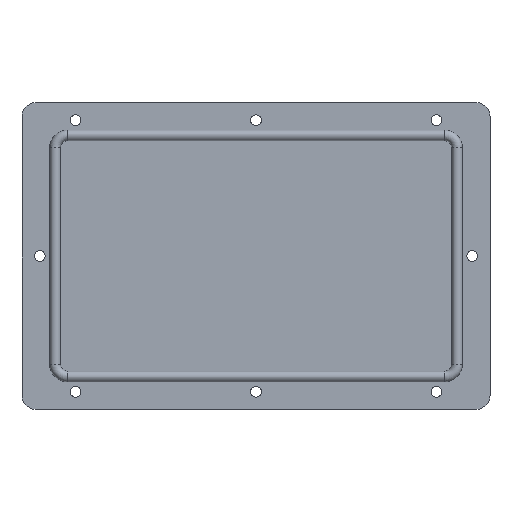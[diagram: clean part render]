
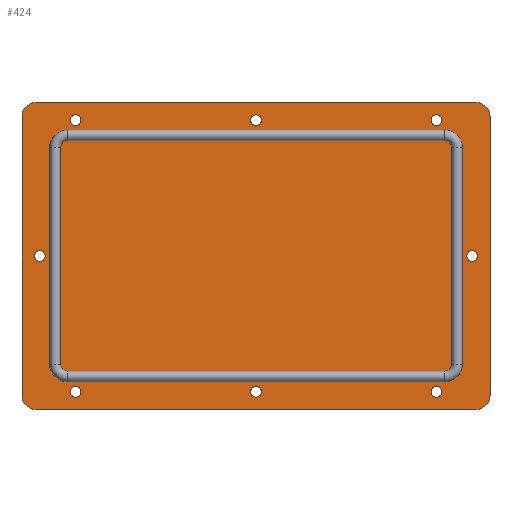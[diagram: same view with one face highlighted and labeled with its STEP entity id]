
A CAD part, top view. The second image highlights one B-rep face of the part: STEP entity #424.
In plain terms, the highlighted planar face has unit normal (0, 0, 1).
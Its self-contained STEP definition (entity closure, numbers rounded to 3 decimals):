
#230=FACE_BOUND('',#512,.T.);
#231=FACE_BOUND('',#513,.T.);
#232=FACE_BOUND('',#514,.T.);
#233=FACE_BOUND('',#515,.T.);
#234=FACE_BOUND('',#516,.T.);
#235=FACE_BOUND('',#517,.T.);
#236=FACE_BOUND('',#518,.T.);
#237=FACE_BOUND('',#519,.T.);
#238=FACE_BOUND('',#520,.T.);
#269=PLANE('',#1020);
#328=LINE('',#1384,#376);
#332=LINE('',#1396,#380);
#336=LINE('',#1408,#384);
#340=LINE('',#1420,#388);
#376=VECTOR('',#1169,1.);
#380=VECTOR('',#1181,1.);
#384=VECTOR('',#1193,1.);
#388=VECTOR('',#1205,1.);
#424=ADVANCED_FACE('',(#230,#231,#232,#233,#234,#235,#236,#237,#238),#269,
 .F.);
#512=EDGE_LOOP('',(#697));
#513=EDGE_LOOP('',(#698));
#514=EDGE_LOOP('',(#699));
#515=EDGE_LOOP('',(#700));
#516=EDGE_LOOP('',(#701));
#517=EDGE_LOOP('',(#702));
#518=EDGE_LOOP('',(#703));
#519=EDGE_LOOP('',(#704));
#520=EDGE_LOOP('',(#705,#706,#707,#708,#709,#710,#711,#712));
#697=ORIENTED_EDGE('',*,*,#881,.T.);
#698=ORIENTED_EDGE('',*,*,#882,.T.);
#699=ORIENTED_EDGE('',*,*,#883,.T.);
#700=ORIENTED_EDGE('',*,*,#884,.T.);
#701=ORIENTED_EDGE('',*,*,#885,.T.);
#702=ORIENTED_EDGE('',*,*,#886,.T.);
#703=ORIENTED_EDGE('',*,*,#887,.T.);
#704=ORIENTED_EDGE('',*,*,#888,.T.);
#705=ORIENTED_EDGE('',*,*,#849,.F.);
#706=ORIENTED_EDGE('',*,*,#871,.F.);
#707=ORIENTED_EDGE('',*,*,#868,.F.);
#708=ORIENTED_EDGE('',*,*,#865,.F.);
#709=ORIENTED_EDGE('',*,*,#862,.F.);
#710=ORIENTED_EDGE('',*,*,#859,.F.);
#711=ORIENTED_EDGE('',*,*,#856,.F.);
#712=ORIENTED_EDGE('',*,*,#853,.F.);
#761=VERTEX_POINT('',#1376);
#762=VERTEX_POINT('',#1377);
#765=VERTEX_POINT('',#1385);
#767=VERTEX_POINT('',#1391);
#769=VERTEX_POINT('',#1397);
#771=VERTEX_POINT('',#1403);
#773=VERTEX_POINT('',#1409);
#775=VERTEX_POINT('',#1415);
#785=VERTEX_POINT('',#1441);
#786=VERTEX_POINT('',#1443);
#787=VERTEX_POINT('',#1445);
#788=VERTEX_POINT('',#1447);
#789=VERTEX_POINT('',#1449);
#790=VERTEX_POINT('',#1451);
#791=VERTEX_POINT('',#1453);
#792=VERTEX_POINT('',#1455);
#849=EDGE_CURVE('',#761,#762,#913,.T.);
#853=EDGE_CURVE('',#762,#765,#328,.T.);
#856=EDGE_CURVE('',#765,#767,#915,.T.);
#859=EDGE_CURVE('',#767,#769,#332,.T.);
#862=EDGE_CURVE('',#769,#771,#917,.T.);
#865=EDGE_CURVE('',#771,#773,#336,.T.);
#868=EDGE_CURVE('',#773,#775,#919,.T.);
#871=EDGE_CURVE('',#775,#761,#340,.T.);
#881=EDGE_CURVE('',#785,#785,#929,.T.);
#882=EDGE_CURVE('',#786,#786,#930,.T.);
#883=EDGE_CURVE('',#787,#787,#931,.T.);
#884=EDGE_CURVE('',#788,#788,#932,.T.);
#885=EDGE_CURVE('',#789,#789,#933,.T.);
#886=EDGE_CURVE('',#790,#790,#934,.T.);
#887=EDGE_CURVE('',#791,#791,#935,.T.);
#888=EDGE_CURVE('',#792,#792,#936,.T.);
#913=CIRCLE('',#987,8.);
#915=CIRCLE('',#991,8.);
#917=CIRCLE('',#995,8.);
#919=CIRCLE('',#999,8.);
#929=CIRCLE('',#1012,3.);
#930=CIRCLE('',#1013,3.);
#931=CIRCLE('',#1014,3.);
#932=CIRCLE('',#1015,3.);
#933=CIRCLE('',#1016,3.);
#934=CIRCLE('',#1017,3.);
#935=CIRCLE('',#1018,3.);
#936=CIRCLE('',#1019,3.);
#987=AXIS2_PLACEMENT_3D('',#1375,#1161,#1162);
#991=AXIS2_PLACEMENT_3D('',#1390,#1174,#1175);
#995=AXIS2_PLACEMENT_3D('',#1402,#1186,#1187);
#999=AXIS2_PLACEMENT_3D('',#1414,#1198,#1199);
#1012=AXIS2_PLACEMENT_3D('',#1440,#1227,#1228);
#1013=AXIS2_PLACEMENT_3D('',#1442,#1229,#1230);
#1014=AXIS2_PLACEMENT_3D('',#1444,#1231,#1232);
#1015=AXIS2_PLACEMENT_3D('',#1446,#1233,#1234);
#1016=AXIS2_PLACEMENT_3D('',#1448,#1235,#1236);
#1017=AXIS2_PLACEMENT_3D('',#1450,#1237,#1238);
#1018=AXIS2_PLACEMENT_3D('',#1452,#1239,#1240);
#1019=AXIS2_PLACEMENT_3D('',#1454,#1241,#1242);
#1020=AXIS2_PLACEMENT_3D('',#1456,#1243,#1244);
#1161=DIRECTION('',(0.,0.,-1.));
#1162=DIRECTION('',(1.,0.,0.));
#1169=DIRECTION('',(1.,0.,0.));
#1174=DIRECTION('',(0.,0.,-1.));
#1175=DIRECTION('',(1.,0.,0.));
#1181=DIRECTION('',(0.,-1.,0.));
#1186=DIRECTION('',(0.,0.,-1.));
#1187=DIRECTION('',(1.,0.,0.));
#1193=DIRECTION('',(-1.,0.,0.));
#1198=DIRECTION('',(0.,0.,-1.));
#1199=DIRECTION('',(1.,0.,0.));
#1205=DIRECTION('',(0.,1.,0.));
#1227=DIRECTION('',(0.,0.,-1.));
#1228=DIRECTION('',(-1.,0.,0.));
#1229=DIRECTION('',(0.,0.,-1.));
#1230=DIRECTION('',(-1.,0.,0.));
#1231=DIRECTION('',(0.,0.,-1.));
#1232=DIRECTION('',(-1.,0.,0.));
#1233=DIRECTION('',(0.,0.,-1.));
#1234=DIRECTION('',(-1.,0.,0.));
#1235=DIRECTION('',(0.,0.,-1.));
#1236=DIRECTION('',(-1.,0.,0.));
#1237=DIRECTION('',(0.,0.,-1.));
#1238=DIRECTION('',(-1.,0.,0.));
#1239=DIRECTION('',(0.,0.,-1.));
#1240=DIRECTION('',(-1.,0.,0.));
#1241=DIRECTION('',(0.,0.,-1.));
#1242=DIRECTION('',(-1.,0.,0.));
#1243=DIRECTION('',(0.,0.,-1.));
#1244=DIRECTION('',(1.,0.,0.));
#1375=CARTESIAN_POINT('',(-123.,78.,0.));
#1376=CARTESIAN_POINT('',(-131.,78.,0.));
#1377=CARTESIAN_POINT('',(-123.,86.,0.));
#1384=CARTESIAN_POINT('',(-123.,86.,0.));
#1385=CARTESIAN_POINT('',(123.,86.,0.));
#1390=CARTESIAN_POINT('',(123.,78.,0.));
#1391=CARTESIAN_POINT('',(131.,78.,0.));
#1396=CARTESIAN_POINT('',(131.,78.,0.));
#1397=CARTESIAN_POINT('',(131.,-78.,0.));
#1402=CARTESIAN_POINT('',(123.,-78.,0.));
#1403=CARTESIAN_POINT('',(123.,-86.,0.));
#1408=CARTESIAN_POINT('',(123.,-86.,0.));
#1409=CARTESIAN_POINT('',(-123.,-86.,0.));
#1414=CARTESIAN_POINT('',(-123.,-78.,0.));
#1415=CARTESIAN_POINT('',(-131.,-78.,0.));
#1420=CARTESIAN_POINT('',(-131.,-78.,0.));
#1440=CARTESIAN_POINT('',(101.,-76.,0.));
#1441=CARTESIAN_POINT('',(98.,-76.,0.));
#1442=CARTESIAN_POINT('',(101.,76.,0.));
#1443=CARTESIAN_POINT('',(98.,76.,0.));
#1444=CARTESIAN_POINT('',(0.,-76.,0.));
#1445=CARTESIAN_POINT('',(-3.,-76.,0.));
#1446=CARTESIAN_POINT('',(0.,76.,0.));
#1447=CARTESIAN_POINT('',(-3.,76.,0.));
#1448=CARTESIAN_POINT('',(-101.,-76.,0.));
#1449=CARTESIAN_POINT('',(-104.,-76.,0.));
#1450=CARTESIAN_POINT('',(-101.,76.,0.));
#1451=CARTESIAN_POINT('',(-104.,76.,0.));
#1452=CARTESIAN_POINT('',(121.,0.,0.));
#1453=CARTESIAN_POINT('',(118.,0.,0.));
#1454=CARTESIAN_POINT('',(-121.,0.,0.));
#1455=CARTESIAN_POINT('',(-124.,0.,0.));
#1456=CARTESIAN_POINT('',(-123.,78.,0.));
